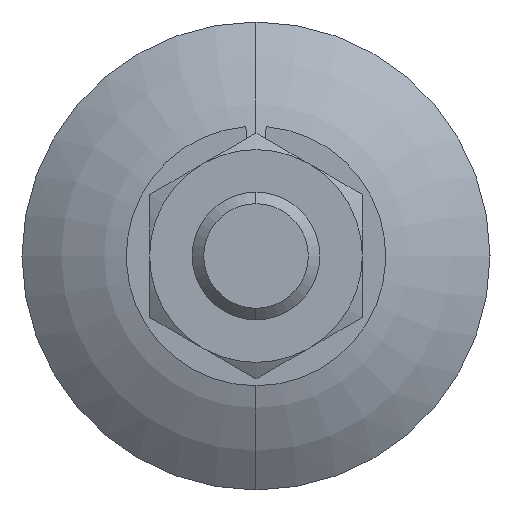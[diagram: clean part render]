
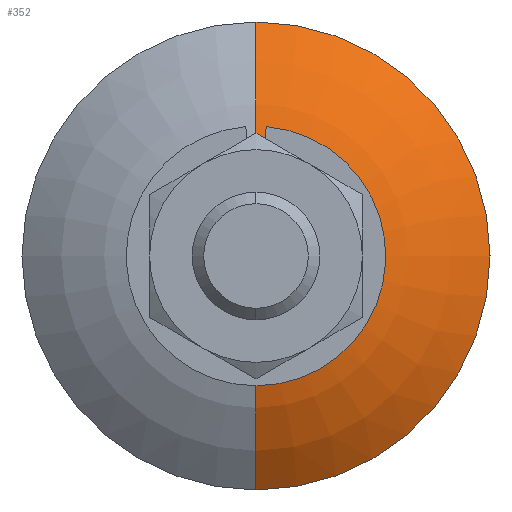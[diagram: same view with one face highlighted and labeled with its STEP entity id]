
A CAD part, front view. The second image highlights one B-rep face of the part: STEP entity #352.
In plain terms, the highlighted toroidal (fillet/blend) face has major radius 1.528 mm and minor radius 15 mm.
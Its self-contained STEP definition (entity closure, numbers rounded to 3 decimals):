
#302 = VERTEX_POINT ( 'NONE', #991 ) ;
#303 = VERTEX_POINT ( 'NONE', #1123 ) ;
#352 = ADVANCED_FACE ( 'NONE', ( #1149 ), #1148, .T. ) ;
#418 = VERTEX_POINT ( 'NONE', #1397 ) ;
#420 = EDGE_CURVE ( 'NONE', #445, #418, #1396, .T. ) ;
#433 = EDGE_CURVE ( 'NONE', #302, #303, #1219, .T. ) ;
#441 = ORIENTED_EDGE ( 'NONE', *, *, #466, .T. ) ;
#445 = VERTEX_POINT ( 'NONE', #1211 ) ;
#460 = EDGE_LOOP ( 'NONE', ( #461, #441, #490, #491 ) ) ;
#461 = ORIENTED_EDGE ( 'NONE', *, *, #420, .T. ) ;
#466 = EDGE_CURVE ( 'NONE', #418, #303, #1369, .T. ) ;
#490 = ORIENTED_EDGE ( 'NONE', *, *, #433, .F. ) ;
#491 = ORIENTED_EDGE ( 'NONE', *, *, #492, .F. ) ;
#492 = EDGE_CURVE ( 'NONE', #445, #302, #1277, .T. ) ;
#991 = CARTESIAN_POINT ( 'NONE',  ( 0., 21.961, 11. ) ) ;
#1123 = CARTESIAN_POINT ( 'NONE',  ( 0., 21.961, -11. ) ) ;
#1144 = DIRECTION ( 'NONE',  ( 0., 0., 1. ) ) ;
#1145 = DIRECTION ( 'NONE',  ( 0., 1., 0. ) ) ;
#1146 = CARTESIAN_POINT ( 'NONE',  ( 0., 33.593, 0. ) ) ;
#1147 = AXIS2_PLACEMENT_3D ( 'NONE', #1146, #1145, #1144 ) ;
#1148 = TOROIDAL_SURFACE ( 'NONE', #1147, 1.528, 15. ) ;
#1149 = FACE_OUTER_BOUND ( 'NONE', #460, .T. ) ;
#1211 = CARTESIAN_POINT ( 'NONE',  ( 0., 19., 5. ) ) ;
#1216 = DIRECTION ( 'NONE',  ( 0., 0., 1. ) ) ;
#1217 = DIRECTION ( 'NONE',  ( 0., 1., 0. ) ) ;
#1218 = AXIS2_PLACEMENT_3D ( 'NONE', #1225, #1217, #1216 ) ;
#1219 = CIRCLE ( 'NONE', #1218, 11. ) ;
#1225 = CARTESIAN_POINT ( 'NONE',  ( 0., 21.961, 0. ) ) ;
#1274 = DIRECTION ( 'NONE',  ( 0., 0., 1. ) ) ;
#1275 = DIRECTION ( 'NONE',  ( -1., 0., 0. ) ) ;
#1276 = AXIS2_PLACEMENT_3D ( 'NONE', #1282, #1275, #1274 ) ;
#1277 = CIRCLE ( 'NONE', #1276, 15. ) ;
#1282 = CARTESIAN_POINT ( 'NONE',  ( 0., 33.593, 1.528 ) ) ;
#1361 = DIRECTION ( 'NONE',  ( 0., 0., -1. ) ) ;
#1362 = DIRECTION ( 'NONE',  ( 1., 0., 0. ) ) ;
#1363 = CARTESIAN_POINT ( 'NONE',  ( 0., 33.593, -1.528 ) ) ;
#1364 = AXIS2_PLACEMENT_3D ( 'NONE', #1363, #1362, #1361 ) ;
#1369 = CIRCLE ( 'NONE', #1364, 15. ) ;
#1392 = DIRECTION ( 'NONE',  ( 0., 0., 1. ) ) ;
#1393 = DIRECTION ( 'NONE',  ( 0., 1., 0. ) ) ;
#1394 = CARTESIAN_POINT ( 'NONE',  ( 0., 19., 0. ) ) ;
#1395 = AXIS2_PLACEMENT_3D ( 'NONE', #1394, #1393, #1392 ) ;
#1396 = CIRCLE ( 'NONE', #1395, 5. ) ;
#1397 = CARTESIAN_POINT ( 'NONE',  ( 0., 19., -5. ) ) ;
